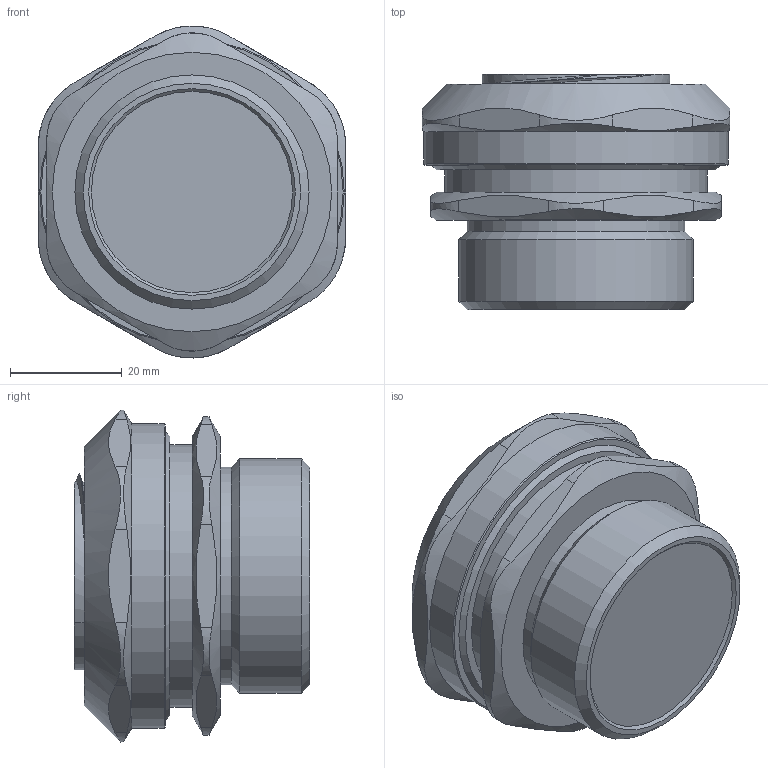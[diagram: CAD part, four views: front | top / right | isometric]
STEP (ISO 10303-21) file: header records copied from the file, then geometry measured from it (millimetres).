
FILE_DESCRIPTION(/* description */ (''),/* implementation_level */ '2;1');
FILE_NAME(/* name */ '',/* time_stamp */ '2024-07-26T11:41:35+07:00',/* author */ ('zeta-44'),/* organization */ (''),/* preprocessor_version */ 'ST-DEVELOPER v19.2',/* originating_system */ 'Autodesk Inventor 2024',/* authorisation */ '');
FILE_SCHEMA (('AUTOMOTIVE_DESIGN { 1 0 10303 214 3 1 1 }'));
Length unit declared in the file: millimetre
Products named in the file (1): Деталь27
Bounding box: 55 x 42.1 x 59.42 mm (x, y, z)
Volume: 74818.2 mm3; surface area: 11858.8 mm2
Topology: 1 solids, 1 shells, 55 faces, 132 edges, 87 vertices
Faces by surface type: plane 22, cylinder 19, cone 9, torus 3, bspline 2
Full cylindrical faces by diameter (mm): 38.95 x1, 41.91 x1, 47 x1, 54.5 x1
Entity records: 2042 total; most frequent: CARTESIAN_POINT 768, ORIENTED_EDGE 264, DIRECTION 215, EDGE_CURVE 132, AXIS2_PLACEMENT_3D 89, VERTEX_POINT 87, EDGE_LOOP 63, FACE_OUTER_BOUND 55
